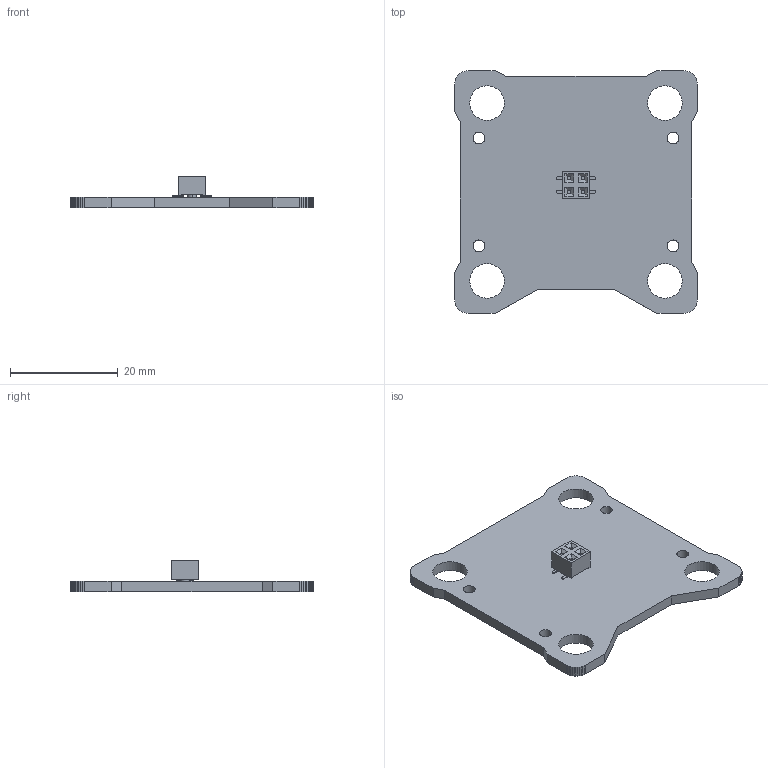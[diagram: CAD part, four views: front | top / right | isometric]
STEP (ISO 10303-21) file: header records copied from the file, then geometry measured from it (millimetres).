
FILE_DESCRIPTION(('KiCad electronic assembly'),'2;1');
FILE_NAME('PQ_MagYBoard.step','2023-02-17T18:03:44',('Pcbnew'),('Kicad') ,'Open CASCADE STEP processor 7.6','KiCad to STEP converter','Unknown' );
FILE_SCHEMA(('AUTOMOTIVE_DESIGN { 1 0 10303 214 1 1 1 1 }'));
Length unit declared in the file: millimetre
Products named in the file (4): PQ_MagYBoard 1; M20-7810245; COMPOUND; PCB
Assembly tree (3 placements, depth 3):
  PQ_MagYBoard 1
    M20-7810245
      COMPOUND
    PCB
Bounding box: 45 x 45 x 5.88 mm (x, y, z)
Volume: 3428.2 mm3; surface area: 4203.5 mm2
Topology: 6 solids, 6 shells, 321 faces, 882 edges, 578 vertices
Faces by surface type: plane 253, cylinder 66, torus 2
Full cylindrical faces by diameter (mm): 2.2 x4, 6.4 x4
Entity records: 21999 total; most frequent: CARTESIAN_POINT 4113, DIRECTION 3341, LINE 2377, VECTOR 2377, ORIENTED_EDGE 1764, PCURVE 1764, DEFINITIONAL_REPRESENTATION 1764, EDGE_CURVE 882
